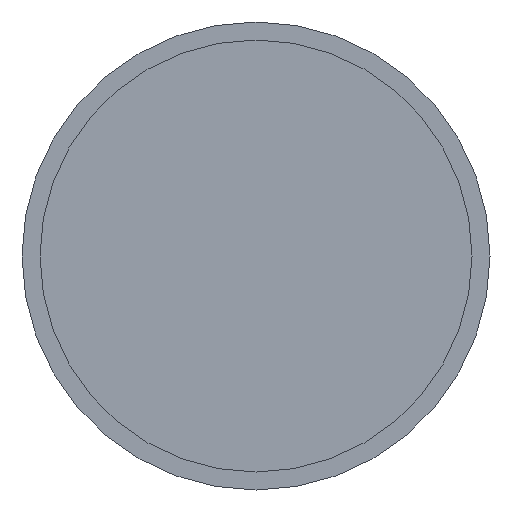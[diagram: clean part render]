
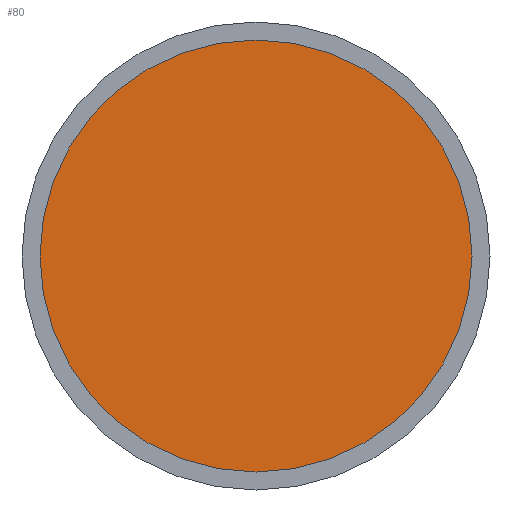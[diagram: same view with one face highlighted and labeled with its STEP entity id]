
A CAD part, front view. The second image highlights one B-rep face of the part: STEP entity #80.
In plain terms, the highlighted planar face has unit normal (0, -1, 0).
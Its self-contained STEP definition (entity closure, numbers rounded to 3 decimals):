
#80 = ADVANCED_FACE( '', ( #171 ), #172, .F. );
#171 = FACE_OUTER_BOUND( '', #302, .T. );
#172 = PLANE( '', #303 );
#302 = EDGE_LOOP( '', ( #445 ) );
#303 = AXIS2_PLACEMENT_3D( '', #446, #447, #448 );
#445 = ORIENTED_EDGE( '', *, *, #575, .T. );
#446 = CARTESIAN_POINT( '', ( 30., -3., 0. ) );
#447 = DIRECTION( '', ( 0., 1., 0. ) );
#448 = DIRECTION( '', ( 0., 0., 1. ) );
#575 = EDGE_CURVE( '', #670, #670, #671, .T. );
#670 = VERTEX_POINT( '', #789 );
#671 = CIRCLE( '', #790, 30. );
#789 = CARTESIAN_POINT( '', ( 0., -3., -30. ) );
#790 = AXIS2_PLACEMENT_3D( '', #873, #874, #875 );
#873 = CARTESIAN_POINT( '', ( 0., -3., 0. ) );
#874 = DIRECTION( '', ( 0., -1., 0. ) );
#875 = DIRECTION( '', ( 0., 0., -1. ) );
